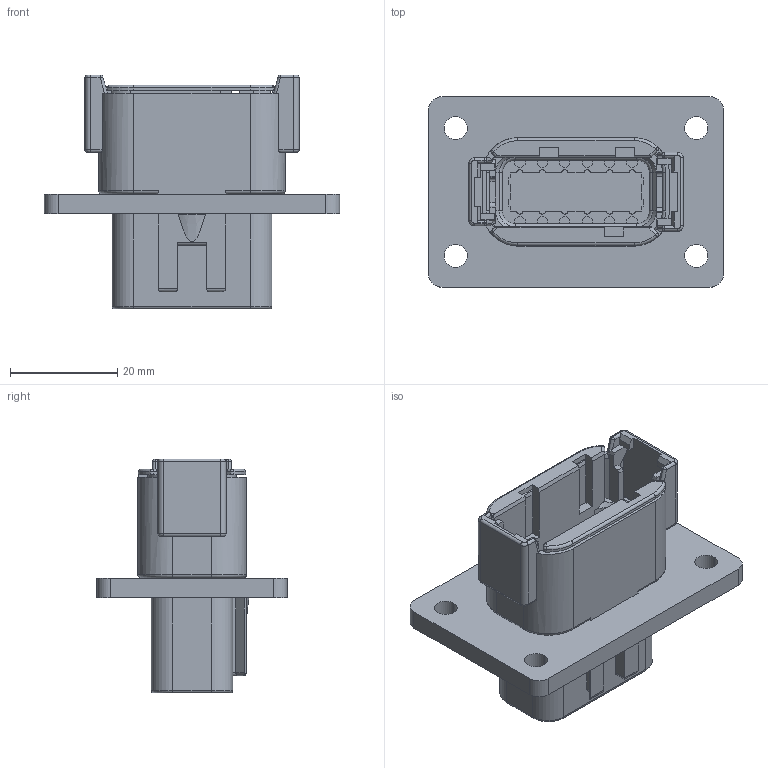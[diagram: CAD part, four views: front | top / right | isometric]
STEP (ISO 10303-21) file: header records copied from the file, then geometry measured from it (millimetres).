
FILE_DESCRIPTION((''),'2;1');
FILE_NAME('C-DTM04-12PA-L012','2013-08-01T',('workeradm'),('Tyco Electronics Ltd.'),'PRO/ENGINEER BY PARAMETRIC TECHNOLOGY CORPORATION, 2011490','PRO/ENGINEER BY PARAMETRIC TECHNOLOGY CORPORATION, 2011490','');
FILE_SCHEMA(('AUTOMOTIVE_DESIGN { 1 0 10303 214 1 1 1 1 }'));
Length unit declared in the file: millimetre
Products named in the file (1): C-DTM04-12PA-L012
Bounding box: 55.12 x 35.56 x 43.69 mm (x, y, z)
Volume: 21090.3 mm3; surface area: 12909.9 mm2
Topology: 1 solids, 1 shells, 738 faces, 1960 edges, 1248 vertices
Faces by surface type: plane 465, cylinder 196, bspline 32, torus 28, cone 9, sphere 8
Entity records: 25194 total; most frequent: CARTESIAN_POINT 6350, ORIENTED_EDGE 3920, DIRECTION 3787, EDGE_CURVE 1960, VECTOR 1419, LINE 1419, VERTEX_POINT 1248, AXIS2_PLACEMENT_3D 1184
